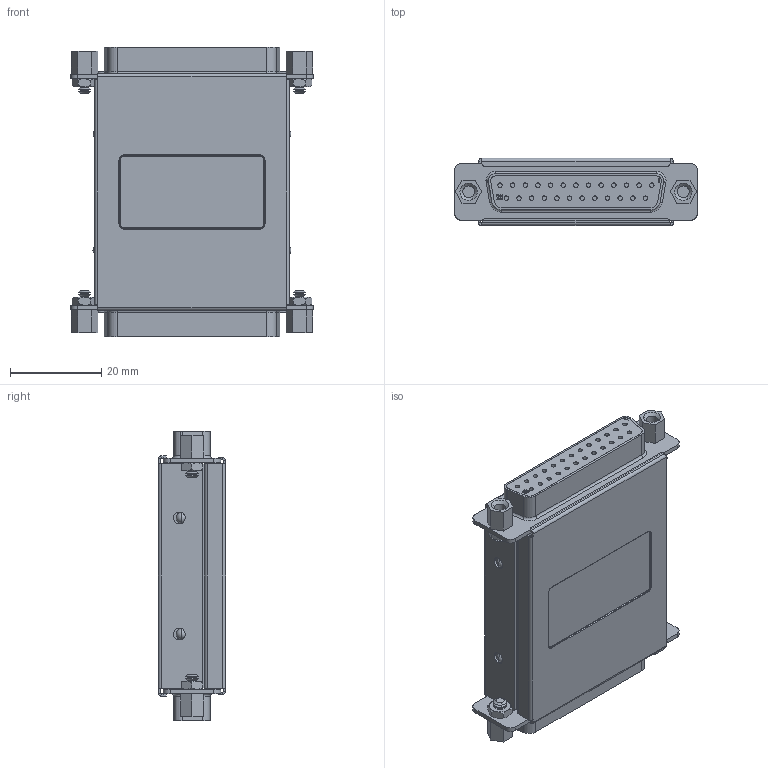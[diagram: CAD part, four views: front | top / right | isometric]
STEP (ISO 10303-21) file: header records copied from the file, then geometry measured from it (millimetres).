
FILE_DESCRIPTION (( 'STEP AP214' ), '1' );
FILE_NAME ('DIYKS-F_3D.STEP', '2022-04-19T17:01:15', ( '' ), ( '' ), 'SwSTEP 2.0', 'SolidWorks 2021', '' );
FILE_SCHEMA (( 'AUTOMOTIVE_DESIGN' ));
Length unit declared in the file: inch
Products named in the file (6): SD25S_Supplier Connector; 3AA06-004; DIYKS-F_3D; DIYKS-F-MA1; 3AA02-005; DIYKS-F-MA2
Assembly tree (12 placements, depth 2):
  DIYKS-F_3D
    DIYKS-F-MA1
    DIYKS-F-MA2
    SD25S_Supplier Connector  x2
    3AA02-005  x4
    3AA06-004  x4
Bounding box: 53.09 x 14.73 x 63.35 mm (x, y, z)
Volume: 7944.8 mm3; surface area: 18578.5 mm2
Topology: 12 solids, 12 shells, 778 faces, 1762 edges, 1078 vertices
Faces by surface type: plane 310, cylinder 256, cone 152, bspline 28, torus 26, sphere 6
Entity records: 15299 total; most frequent: CARTESIAN_POINT 3145, DIRECTION 2240, ORIENTED_EDGE 2020, EDGE_CURVE 1010, AXIS2_PLACEMENT_3D 842, VERTEX_POINT 619, LINE 556, VECTOR 556
